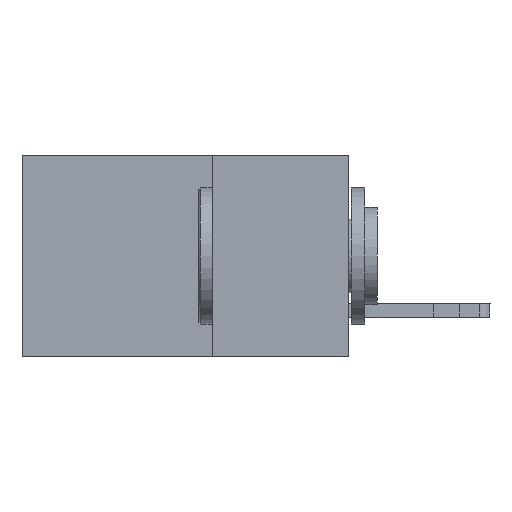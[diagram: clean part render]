
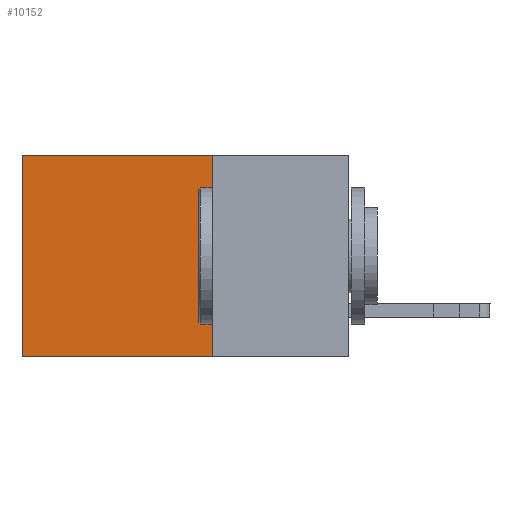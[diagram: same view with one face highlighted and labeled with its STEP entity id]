
A CAD part, left-side view. The second image highlights one B-rep face of the part: STEP entity #10152.
In plain terms, the highlighted planar face has unit normal (-1, 0, 0).
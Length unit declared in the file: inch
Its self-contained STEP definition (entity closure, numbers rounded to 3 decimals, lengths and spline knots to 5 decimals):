
#95 = CARTESIAN_POINT ( 'NONE',  ( 0.298, 0.25, 0. ) ) ;
#541 = VERTEX_POINT ( 'NONE', #9729 ) ;
#794 = AXIS2_PLACEMENT_3D ( 'NONE', #9403, #3812, #8522 ) ;
#1101 = VERTEX_POINT ( 'NONE', #11348 ) ;
#1306 = VERTEX_POINT ( 'NONE', #4315 ) ;
#2434 = VECTOR ( 'NONE', #3781, 39.37008 ) ;
#2564 = EDGE_CURVE ( 'NONE', #1306, #541, #4062, .T. ) ;
#2658 = VECTOR ( 'NONE', #3940, 39.37008 ) ;
#3009 = CARTESIAN_POINT ( 'NONE',  ( 0.298, 0.25, 0. ) ) ;
#3025 = DIRECTION ( 'NONE',  ( 0., 1., 0. ) ) ;
#3289 = EDGE_CURVE ( 'NONE', #11861, #1101, #11144, .T. ) ;
#3781 = DIRECTION ( 'NONE',  ( 0., 1., 0. ) ) ;
#3812 = DIRECTION ( 'NONE',  ( 1., 0., 0. ) ) ;
#3940 = DIRECTION ( 'NONE',  ( 0., 0., -1. ) ) ;
#4062 = LINE ( 'NONE', #6989, #6283 ) ;
#4315 = CARTESIAN_POINT ( 'NONE',  ( 0.298, 0.6, 0. ) ) ;
#4619 = ORIENTED_EDGE ( 'NONE', *, *, #2564, .T. ) ;
#5327 = EDGE_LOOP ( 'NONE', ( #4619, #5514, #10269, #5527 ) ) ;
#5514 = ORIENTED_EDGE ( 'NONE', *, *, #11844, .F. ) ;
#5527 = ORIENTED_EDGE ( 'NONE', *, *, #7355, .T. ) ;
#6283 = VECTOR ( 'NONE', #11314, 39.37008 ) ;
#6989 = CARTESIAN_POINT ( 'NONE',  ( 0.298, 0.6, 0. ) ) ;
#7087 = FACE_OUTER_BOUND ( 'NONE', #5327, .T. ) ;
#7355 = EDGE_CURVE ( 'NONE', #11861, #1306, #9899, .T. ) ;
#8340 = CARTESIAN_POINT ( 'NONE',  ( 0.298, 0.25, 0. ) ) ;
#8522 = DIRECTION ( 'NONE',  ( 0., 0., -1. ) ) ;
#9349 = LINE ( 'NONE', #10458, #12163 ) ;
#9403 = CARTESIAN_POINT ( 'NONE',  ( 0.298, 0.25, 0. ) ) ;
#9729 = CARTESIAN_POINT ( 'NONE',  ( 0.298, 0.6, -0.37 ) ) ;
#9899 = LINE ( 'NONE', #8340, #2434 ) ;
#10152 = ADVANCED_FACE ( 'NONE', ( #7087 ), #10184, .F. ) ;
#10184 = PLANE ( 'NONE',  #794 ) ;
#10269 = ORIENTED_EDGE ( 'NONE', *, *, #3289, .F. ) ;
#10458 = CARTESIAN_POINT ( 'NONE',  ( 0.298, 0.25, -0.37 ) ) ;
#11144 = LINE ( 'NONE', #3009, #2658 ) ;
#11314 = DIRECTION ( 'NONE',  ( 0., 0., -1. ) ) ;
#11348 = CARTESIAN_POINT ( 'NONE',  ( 0.298, 0.25, -0.37 ) ) ;
#11844 = EDGE_CURVE ( 'NONE', #1101, #541, #9349, .T. ) ;
#11861 = VERTEX_POINT ( 'NONE', #95 ) ;
#12163 = VECTOR ( 'NONE', #3025, 39.37008 ) ;
